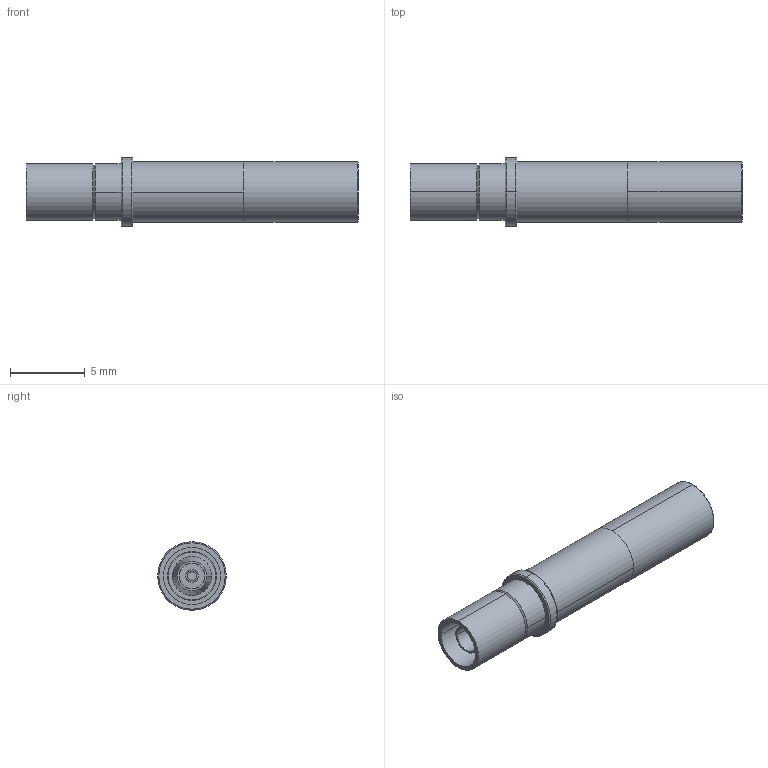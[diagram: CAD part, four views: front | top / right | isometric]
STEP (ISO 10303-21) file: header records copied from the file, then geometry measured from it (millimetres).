
FILE_DESCRIPTION((''),'2;1');
FILE_NAME('902-5070_SW0002','2016-10-25T',('Viji'),(''),'PRO/ENGINEER BY PARAMETRIC TECHNOLOGY CORPORATION, 2014440','PRO/ENGINEER BY PARAMETRIC TECHNOLOGY CORPORATION, 2014440','');
FILE_SCHEMA(('CONFIG_CONTROL_DESIGN'));
Length unit declared in the file: inch
Products named in the file (1): 902-5070_SW0002
Bounding box: 22.17 x 4.58 x 4.58 mm (x, y, z)
Surface area: 654.4 mm2 (no closed solid volume)
Topology: 0 solids, 10 shells, 125 faces, 351 edges, 233 vertices
Faces by surface type: cylinder 59, plane 46, cone 12, torus 6, sphere 2
Entity records: 4179 total; most frequent: CARTESIAN_POINT 830, DIRECTION 748, ORIENTED_EDGE 630, EDGE_CURVE 349, AXIS2_PLACEMENT_3D 290, VERTEX_POINT 233, VECTOR 168, LINE 168
